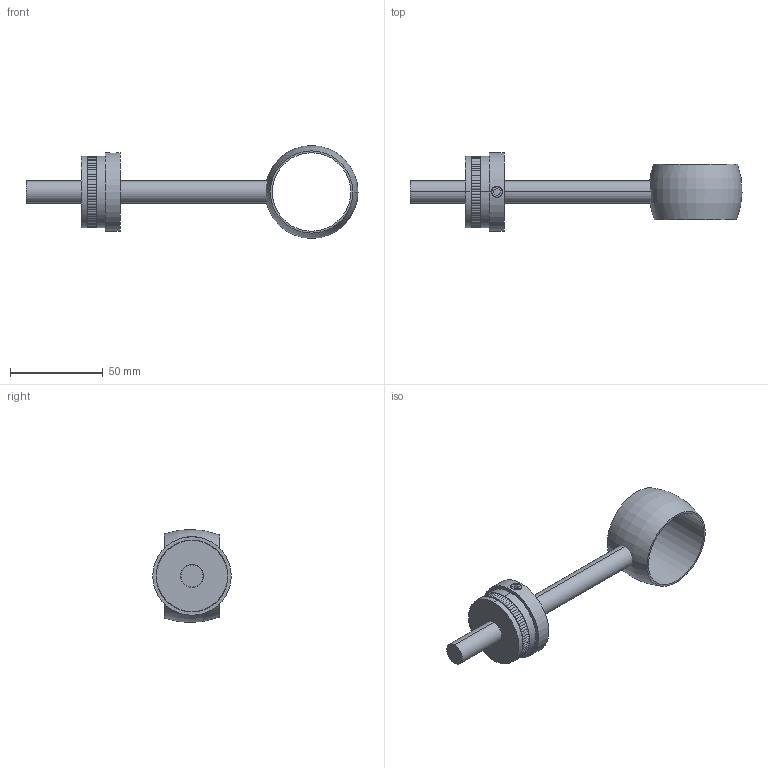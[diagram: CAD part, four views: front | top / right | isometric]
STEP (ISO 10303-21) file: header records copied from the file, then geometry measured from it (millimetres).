
FILE_DESCRIPTION (( 'STEP AP203' ), '1' );
FILE_NAME ('GC_2322_42.4_188702590.STEP', '2024-10-15T10:24:31', ( '' ), ( '' ), 'SwSTEP 2.0', 'SolidWorks 2024', '' );
FILE_SCHEMA (( 'CONFIG_CONTROL_DESIGN' ));
Length unit declared in the file: millimetre
Products named in the file (1): GC_2322_42.4_188702590
Bounding box: 179.18 x 42.4 x 50.16 mm (x, y, z)
Volume: 51773.4 mm3; surface area: 21251 mm2
Topology: 5 solids, 5 shells, 457 faces, 1016 edges, 568 vertices
Faces by surface type: plane 339, cylinder 104, cone 12, torus 2
Entity records: 13052 total; most frequent: DIRECTION 2753, CARTESIAN_POINT 2290, ORIENTED_EDGE 2024, AXIS2_PLACEMENT_3D 1299, EDGE_CURVE 1012, CIRCLE 841, VERTEX_POINT 568, EDGE_LOOP 468
